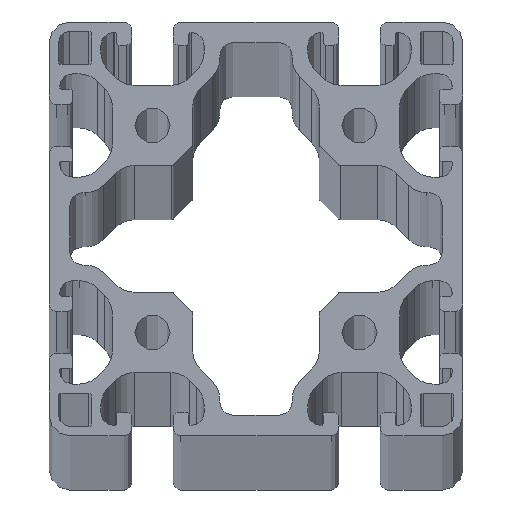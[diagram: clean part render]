
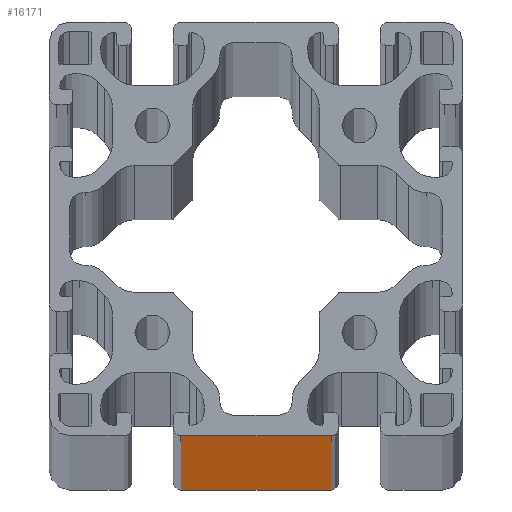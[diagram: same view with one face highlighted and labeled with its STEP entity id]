
A CAD part, top view. The second image highlights one B-rep face of the part: STEP entity #16171.
In plain terms, the highlighted planar face has unit normal (0, -1, 0).
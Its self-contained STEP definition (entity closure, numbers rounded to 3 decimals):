
#45 = PLANE('',#46);
#46 = AXIS2_PLACEMENT_3D('',#47,#48,#49);
#47 = CARTESIAN_POINT('',(0.,0.,0.));
#48 = DIRECTION('',(0.,0.,1.));
#49 = DIRECTION('',(1.,0.,-0.));
#102 = PLANE('',#103);
#103 = AXIS2_PLACEMENT_3D('',#104,#105,#106);
#104 = CARTESIAN_POINT('',(0.,0.,
    6000.));
#105 = DIRECTION('',(0.,0.,1.));
#106 = DIRECTION('',(1.,0.,-0.));
#16056 = CYLINDRICAL_SURFACE('',#16057,1.5);
#16057 = AXIS2_PLACEMENT_3D('',#16058,#16059,#16060);
#16058 = CARTESIAN_POINT('',(14.5,-38.5,0.));
#16059 = DIRECTION('',(0.,0.,1.));
#16060 = DIRECTION('',(1.,0.,-0.));
#16094 = VERTEX_POINT('',#16095);
#16095 = CARTESIAN_POINT('',(14.5,-40.,6000.));
#16121 = EDGE_CURVE('',#16122,#16094,#16124,.T.);
#16122 = VERTEX_POINT('',#16123);
#16123 = CARTESIAN_POINT('',(14.5,-40.,0.));
#16124 = SURFACE_CURVE('',#16125,(#16129,#16136),.PCURVE_S1.);
#16125 = LINE('',#16126,#16127);
#16126 = CARTESIAN_POINT('',(14.5,-40.,0.));
#16127 = VECTOR('',#16128,1.);
#16128 = DIRECTION('',(0.,0.,1.));
#16129 = PCURVE('',#16056,#16130);
#16130 = DEFINITIONAL_REPRESENTATION('',(#16131),#16135);
#16131 = LINE('',#16132,#16133);
#16132 = CARTESIAN_POINT('',(4.712,0.));
#16133 = VECTOR('',#16134,1.);
#16134 = DIRECTION('',(0.,1.));
#16135 = ( GEOMETRIC_REPRESENTATION_CONTEXT(2) 
PARAMETRIC_REPRESENTATION_CONTEXT() REPRESENTATION_CONTEXT('2D SPACE',''
  ) );
#16136 = PCURVE('',#16137,#16142);
#16137 = PLANE('',#16138);
#16138 = AXIS2_PLACEMENT_3D('',#16139,#16140,#16141);
#16139 = CARTESIAN_POINT('',(0.,-40.,0.));
#16140 = DIRECTION('',(0.,-1.,0.));
#16141 = DIRECTION('',(1.,0.,0.));
#16142 = DEFINITIONAL_REPRESENTATION('',(#16143),#16147);
#16143 = LINE('',#16144,#16145);
#16144 = CARTESIAN_POINT('',(14.5,0.));
#16145 = VECTOR('',#16146,1.);
#16146 = DIRECTION('',(0.,1.));
#16147 = ( GEOMETRIC_REPRESENTATION_CONTEXT(2) 
PARAMETRIC_REPRESENTATION_CONTEXT() REPRESENTATION_CONTEXT('2D SPACE',''
  ) );
#16171 = ADVANCED_FACE('',(#16172),#16137,.T.);
#16172 = FACE_BOUND('',#16173,.T.);
#16173 = EDGE_LOOP('',(#16174,#16197,#16225,#16246));
#16174 = ORIENTED_EDGE('',*,*,#16175,.T.);
#16175 = EDGE_CURVE('',#16094,#16176,#16178,.T.);
#16176 = VERTEX_POINT('',#16177);
#16177 = CARTESIAN_POINT('',(-14.5,-40.,6000.));
#16178 = SURFACE_CURVE('',#16179,(#16183,#16190),.PCURVE_S1.);
#16179 = LINE('',#16180,#16181);
#16180 = CARTESIAN_POINT('',(-14.5,-40.,6000.));
#16181 = VECTOR('',#16182,1.);
#16182 = DIRECTION('',(-1.,-0.,-0.));
#16183 = PCURVE('',#16137,#16184);
#16184 = DEFINITIONAL_REPRESENTATION('',(#16185),#16189);
#16185 = LINE('',#16186,#16187);
#16186 = CARTESIAN_POINT('',(-14.5,6000.));
#16187 = VECTOR('',#16188,1.);
#16188 = DIRECTION('',(-1.,0.));
#16189 = ( GEOMETRIC_REPRESENTATION_CONTEXT(2) 
PARAMETRIC_REPRESENTATION_CONTEXT() REPRESENTATION_CONTEXT('2D SPACE',''
  ) );
#16190 = PCURVE('',#102,#16191);
#16191 = DEFINITIONAL_REPRESENTATION('',(#16192),#16196);
#16192 = LINE('',#16193,#16194);
#16193 = CARTESIAN_POINT('',(-14.5,-40.));
#16194 = VECTOR('',#16195,1.);
#16195 = DIRECTION('',(-1.,0.));
#16196 = ( GEOMETRIC_REPRESENTATION_CONTEXT(2) 
PARAMETRIC_REPRESENTATION_CONTEXT() REPRESENTATION_CONTEXT('2D SPACE',''
  ) );
#16197 = ORIENTED_EDGE('',*,*,#16198,.F.);
#16198 = EDGE_CURVE('',#16199,#16176,#16201,.T.);
#16199 = VERTEX_POINT('',#16200);
#16200 = CARTESIAN_POINT('',(-14.5,-40.,0.));
#16201 = SURFACE_CURVE('',#16202,(#16206,#16213),.PCURVE_S1.);
#16202 = LINE('',#16203,#16204);
#16203 = CARTESIAN_POINT('',(-14.5,-40.,0.));
#16204 = VECTOR('',#16205,1.);
#16205 = DIRECTION('',(0.,0.,1.));
#16206 = PCURVE('',#16137,#16207);
#16207 = DEFINITIONAL_REPRESENTATION('',(#16208),#16212);
#16208 = LINE('',#16209,#16210);
#16209 = CARTESIAN_POINT('',(-14.5,0.));
#16210 = VECTOR('',#16211,1.);
#16211 = DIRECTION('',(0.,1.));
#16212 = ( GEOMETRIC_REPRESENTATION_CONTEXT(2) 
PARAMETRIC_REPRESENTATION_CONTEXT() REPRESENTATION_CONTEXT('2D SPACE',''
  ) );
#16213 = PCURVE('',#16214,#16219);
#16214 = CYLINDRICAL_SURFACE('',#16215,1.5);
#16215 = AXIS2_PLACEMENT_3D('',#16216,#16217,#16218);
#16216 = CARTESIAN_POINT('',(-14.5,-38.5,0.));
#16217 = DIRECTION('',(0.,0.,1.));
#16218 = DIRECTION('',(1.,0.,-0.));
#16219 = DEFINITIONAL_REPRESENTATION('',(#16220),#16224);
#16220 = LINE('',#16221,#16222);
#16221 = CARTESIAN_POINT('',(4.712,0.));
#16222 = VECTOR('',#16223,1.);
#16223 = DIRECTION('',(0.,1.));
#16224 = ( GEOMETRIC_REPRESENTATION_CONTEXT(2) 
PARAMETRIC_REPRESENTATION_CONTEXT() REPRESENTATION_CONTEXT('2D SPACE',''
  ) );
#16225 = ORIENTED_EDGE('',*,*,#16226,.T.);
#16226 = EDGE_CURVE('',#16199,#16122,#16227,.T.);
#16227 = SURFACE_CURVE('',#16228,(#16232,#16239),.PCURVE_S1.);
#16228 = LINE('',#16229,#16230);
#16229 = CARTESIAN_POINT('',(-14.5,-40.,0.));
#16230 = VECTOR('',#16231,1.);
#16231 = DIRECTION('',(1.,0.,0.));
#16232 = PCURVE('',#16137,#16233);
#16233 = DEFINITIONAL_REPRESENTATION('',(#16234),#16238);
#16234 = LINE('',#16235,#16236);
#16235 = CARTESIAN_POINT('',(-14.5,0.));
#16236 = VECTOR('',#16237,1.);
#16237 = DIRECTION('',(1.,0.));
#16238 = ( GEOMETRIC_REPRESENTATION_CONTEXT(2) 
PARAMETRIC_REPRESENTATION_CONTEXT() REPRESENTATION_CONTEXT('2D SPACE',''
  ) );
#16239 = PCURVE('',#45,#16240);
#16240 = DEFINITIONAL_REPRESENTATION('',(#16241),#16245);
#16241 = LINE('',#16242,#16243);
#16242 = CARTESIAN_POINT('',(-14.5,-40.));
#16243 = VECTOR('',#16244,1.);
#16244 = DIRECTION('',(1.,0.));
#16245 = ( GEOMETRIC_REPRESENTATION_CONTEXT(2) 
PARAMETRIC_REPRESENTATION_CONTEXT() REPRESENTATION_CONTEXT('2D SPACE',''
  ) );
#16246 = ORIENTED_EDGE('',*,*,#16121,.T.);
